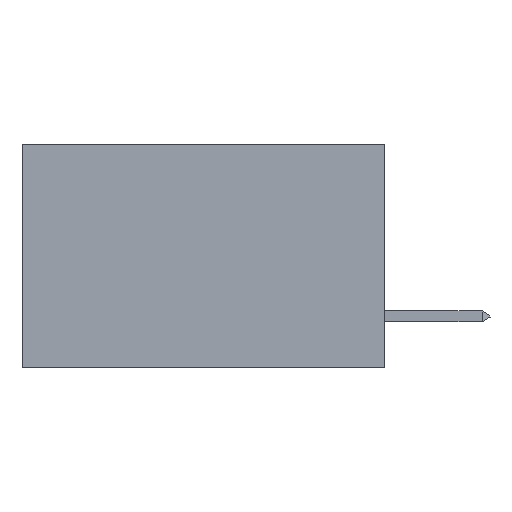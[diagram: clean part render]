
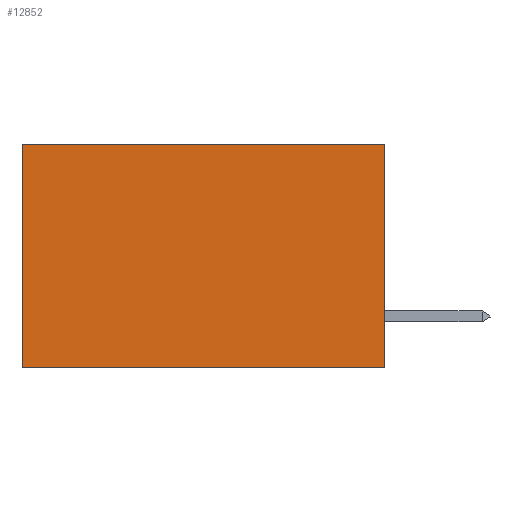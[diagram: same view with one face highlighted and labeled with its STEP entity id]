
A CAD part, left-side view. The second image highlights one B-rep face of the part: STEP entity #12852.
In plain terms, the highlighted planar face has unit normal (-1, 0, 0).
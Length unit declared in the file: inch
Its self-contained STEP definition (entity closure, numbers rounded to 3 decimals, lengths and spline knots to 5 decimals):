
#403 = CARTESIAN_POINT ( 'NONE',  ( 0.2875, 0., 0. ) ) ;
#1727 = LINE ( 'NONE', #4671, #3724 ) ;
#2604 = CARTESIAN_POINT ( 'NONE',  ( 0.2875, 0.6, -0.37 ) ) ;
#2830 = DIRECTION ( 'NONE',  ( 0., 0., -1. ) ) ;
#3231 = CARTESIAN_POINT ( 'NONE',  ( 0.2875, 0., -0.37 ) ) ;
#3724 = VECTOR ( 'NONE', #15647, 39.37008 ) ;
#4018 = EDGE_CURVE ( 'NONE', #11345, #19824, #4690, .T. ) ;
#4484 = PLANE ( 'NONE',  #18500 ) ;
#4590 = ORIENTED_EDGE ( 'NONE', *, *, #4018, .F. ) ;
#4671 = CARTESIAN_POINT ( 'NONE',  ( 0.2875, 0., 0. ) ) ;
#4690 = LINE ( 'NONE', #403, #15492 ) ;
#4953 = ORIENTED_EDGE ( 'NONE', *, *, #15362, .T. ) ;
#6642 = VERTEX_POINT ( 'NONE', #2604 ) ;
#7025 = VECTOR ( 'NONE', #20329, 39.37008 ) ;
#7424 = CARTESIAN_POINT ( 'NONE',  ( 0.2875, 0., 0. ) ) ;
#8535 = LINE ( 'NONE', #3231, #7025 ) ;
#8934 = ORIENTED_EDGE ( 'NONE', *, *, #19533, .F. ) ;
#10457 = CARTESIAN_POINT ( 'NONE',  ( 0.2875, 0., 0. ) ) ;
#11345 = VERTEX_POINT ( 'NONE', #10457 ) ;
#11679 = EDGE_CURVE ( 'NONE', #11345, #13767, #1727, .T. ) ;
#11709 = DIRECTION ( 'NONE',  ( 0., 0., -1. ) ) ;
#11869 = CARTESIAN_POINT ( 'NONE',  ( 0.2875, 0., -0.37 ) ) ;
#12852 = ADVANCED_FACE ( 'NONE', ( #14475 ), #4484, .F. ) ;
#13767 = VERTEX_POINT ( 'NONE', #14755 ) ;
#14371 = DIRECTION ( 'NONE',  ( 0., 0., -1. ) ) ;
#14475 = FACE_OUTER_BOUND ( 'NONE', #19825, .T. ) ;
#14755 = CARTESIAN_POINT ( 'NONE',  ( 0.2875, 0.6, 0. ) ) ;
#15308 = VECTOR ( 'NONE', #11709, 39.37008 ) ;
#15362 = EDGE_CURVE ( 'NONE', #13767, #6642, #19198, .T. ) ;
#15492 = VECTOR ( 'NONE', #14371, 39.37008 ) ;
#15647 = DIRECTION ( 'NONE',  ( 0., 1., 0. ) ) ;
#16521 = CARTESIAN_POINT ( 'NONE',  ( 0.2875, 0.6, 0. ) ) ;
#18500 = AXIS2_PLACEMENT_3D ( 'NONE', #7424, #20073, #2830 ) ;
#19198 = LINE ( 'NONE', #16521, #15308 ) ;
#19533 = EDGE_CURVE ( 'NONE', #19824, #6642, #8535, .T. ) ;
#19621 = ORIENTED_EDGE ( 'NONE', *, *, #11679, .T. ) ;
#19824 = VERTEX_POINT ( 'NONE', #11869 ) ;
#19825 = EDGE_LOOP ( 'NONE', ( #4953, #8934, #4590, #19621 ) ) ;
#20073 = DIRECTION ( 'NONE',  ( 1., 0., 0. ) ) ;
#20329 = DIRECTION ( 'NONE',  ( 0., 1., 0. ) ) ;
